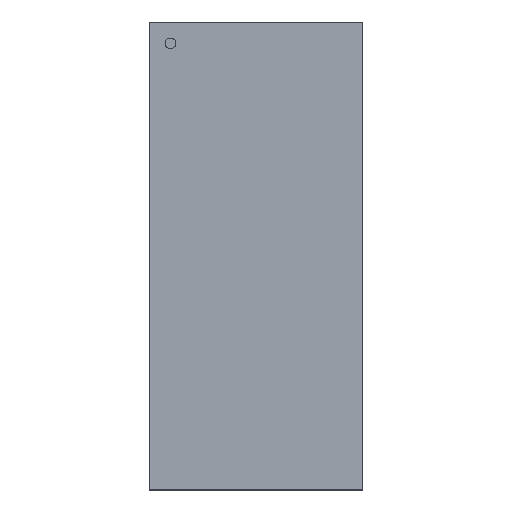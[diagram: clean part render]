
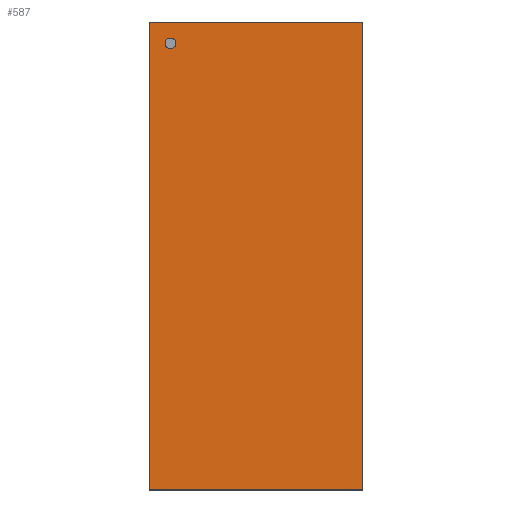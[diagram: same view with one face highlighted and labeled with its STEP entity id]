
A CAD part, top view. The second image highlights one B-rep face of the part: STEP entity #587.
In plain terms, the highlighted planar face has unit normal (0, 0, 1).
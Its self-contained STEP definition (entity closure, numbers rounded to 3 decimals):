
#64 = VECTOR ( 'NONE', #977, 1000. ) ;
#82 = CARTESIAN_POINT ( 'NONE',  ( -0.546, -1.194, 0.66 ) ) ;
#116 = ORIENTED_EDGE ( 'NONE', *, *, #719, .T. ) ;
#119 = DIRECTION ( 'NONE',  ( 1., 0., 0. ) ) ;
#124 = VECTOR ( 'NONE', #391, 1000. ) ;
#137 = CARTESIAN_POINT ( 'NONE',  ( 0.546, -1.194, 0.66 ) ) ;
#155 = EDGE_LOOP ( 'NONE', ( #751, #116, #500, #920 ) ) ;
#164 = VERTEX_POINT ( 'NONE', #275 ) ;
#183 = EDGE_CURVE ( 'NONE', #164, #814, #189, .T. ) ;
#189 = LINE ( 'NONE', #82, #124 ) ;
#192 = EDGE_CURVE ( 'NONE', #336, #164, #565, .T. ) ;
#275 = CARTESIAN_POINT ( 'NONE',  ( -0.546, -1.194, 0.66 ) ) ;
#323 = VECTOR ( 'NONE', #834, 1000. ) ;
#336 = VERTEX_POINT ( 'NONE', #717 ) ;
#391 = DIRECTION ( 'NONE',  ( 1., 0., 0. ) ) ;
#444 = CARTESIAN_POINT ( 'NONE',  ( 0.546, 1.194, 0.66 ) ) ;
#458 = CARTESIAN_POINT ( 'NONE',  ( -0.546, 1.194, 0.66 ) ) ;
#498 = FACE_OUTER_BOUND ( 'NONE', #155, .T. ) ;
#500 = ORIENTED_EDGE ( 'NONE', *, *, #606, .T. ) ;
#565 = LINE ( 'NONE', #458, #672 ) ;
#587 = ADVANCED_FACE ( 'NONE', ( #498 ), #883, .T. ) ;
#606 = EDGE_CURVE ( 'NONE', #730, #336, #871, .T. ) ;
#672 = VECTOR ( 'NONE', #1126, 1000. ) ;
#678 = CARTESIAN_POINT ( 'NONE',  ( 0.546, 1.194, 0.66 ) ) ;
#680 = CARTESIAN_POINT ( 'NONE',  ( -0.546, -1.194, 0.66 ) ) ;
#717 = CARTESIAN_POINT ( 'NONE',  ( -0.546, 1.194, 0.66 ) ) ;
#719 = EDGE_CURVE ( 'NONE', #814, #730, #870, .T. ) ;
#730 = VERTEX_POINT ( 'NONE', #678 ) ;
#751 = ORIENTED_EDGE ( 'NONE', *, *, #183, .T. ) ;
#765 = DIRECTION ( 'NONE',  ( 0., 0., 1. ) ) ;
#814 = VERTEX_POINT ( 'NONE', #137 ) ;
#815 = AXIS2_PLACEMENT_3D ( 'NONE', #680, #765, #119 ) ;
#834 = DIRECTION ( 'NONE',  ( 0., 1., 0. ) ) ;
#870 = LINE ( 'NONE', #1093, #323 ) ;
#871 = LINE ( 'NONE', #444, #64 ) ;
#883 = PLANE ( 'NONE',  #815 ) ;
#920 = ORIENTED_EDGE ( 'NONE', *, *, #192, .T. ) ;
#977 = DIRECTION ( 'NONE',  ( -1., 0., 0. ) ) ;
#1093 = CARTESIAN_POINT ( 'NONE',  ( 0.546, -1.194, 0.66 ) ) ;
#1126 = DIRECTION ( 'NONE',  ( 0., -1., 0. ) ) ;
